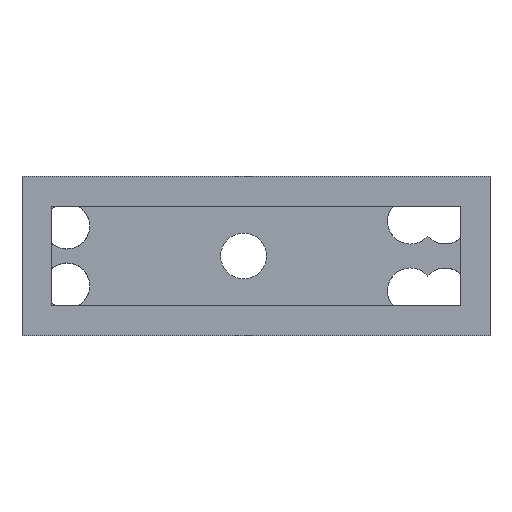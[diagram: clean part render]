
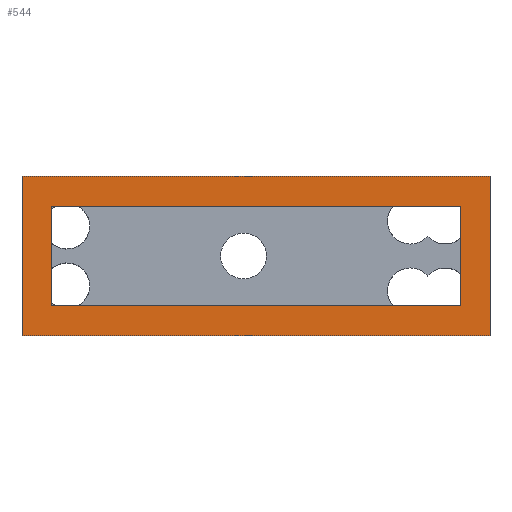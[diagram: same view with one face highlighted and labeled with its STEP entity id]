
A CAD part, top view. The second image highlights one B-rep face of the part: STEP entity #544.
In plain terms, the highlighted planar face has unit normal (0, 0, 1).
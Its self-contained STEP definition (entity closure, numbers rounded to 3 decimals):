
#16=FACE_BOUND('',#101,.T.);
#39=PLANE('',#618);
#69=FACE_OUTER_BOUND('',#100,.T.);
#100=EDGE_LOOP('',(#478,#479,#480,#481));
#101=EDGE_LOOP('',(#482,#483,#484,#485));
#140=LINE('',#909,#187);
#143=LINE('',#914,#190);
#145=LINE('',#918,#192);
#146=LINE('',#920,#193);
#147=LINE('',#924,#194);
#148=LINE('',#926,#195);
#149=LINE('',#928,#196);
#150=LINE('',#929,#197);
#187=VECTOR('',#756,10.);
#190=VECTOR('',#761,10.);
#192=VECTOR('',#765,10.);
#193=VECTOR('',#768,10.);
#194=VECTOR('',#771,10.);
#195=VECTOR('',#772,10.);
#196=VECTOR('',#773,10.);
#197=VECTOR('',#774,10.);
#270=VERTEX_POINT('',#906);
#271=VERTEX_POINT('',#908);
#272=VERTEX_POINT('',#912);
#273=VERTEX_POINT('',#916);
#274=VERTEX_POINT('',#922);
#275=VERTEX_POINT('',#923);
#276=VERTEX_POINT('',#925);
#277=VERTEX_POINT('',#927);
#340=EDGE_CURVE('',#271,#270,#140,.T.);
#343=EDGE_CURVE('',#270,#272,#143,.T.);
#345=EDGE_CURVE('',#272,#273,#145,.T.);
#346=EDGE_CURVE('',#273,#271,#146,.T.);
#347=EDGE_CURVE('',#274,#275,#147,.T.);
#348=EDGE_CURVE('',#275,#276,#148,.T.);
#349=EDGE_CURVE('',#276,#277,#149,.T.);
#350=EDGE_CURVE('',#277,#274,#150,.T.);
#478=ORIENTED_EDGE('',*,*,#347,.T.);
#479=ORIENTED_EDGE('',*,*,#348,.T.);
#480=ORIENTED_EDGE('',*,*,#349,.T.);
#481=ORIENTED_EDGE('',*,*,#350,.T.);
#482=ORIENTED_EDGE('',*,*,#340,.T.);
#483=ORIENTED_EDGE('',*,*,#343,.T.);
#484=ORIENTED_EDGE('',*,*,#345,.T.);
#485=ORIENTED_EDGE('',*,*,#346,.T.);
#544=ADVANCED_FACE('',(#69,#16),#39,.T.);
#618=AXIS2_PLACEMENT_3D('',#921,#769,#770);
#756=DIRECTION('',(1.,0.,0.));
#761=DIRECTION('',(0.,-1.,0.));
#765=DIRECTION('',(-1.,0.,0.));
#768=DIRECTION('',(0.,1.,0.));
#769=DIRECTION('center_axis',(0.,0.,1.));
#770=DIRECTION('ref_axis',(1.,0.,0.));
#771=DIRECTION('',(1.,0.,0.));
#772=DIRECTION('',(0.,1.,0.));
#773=DIRECTION('',(-1.,0.,0.));
#774=DIRECTION('',(0.,-1.,0.));
#906=CARTESIAN_POINT('',(43.5,10.,1.));
#908=CARTESIAN_POINT('',(-38.5,10.,1.));
#909=CARTESIAN_POINT('',(23.,10.,1.));
#912=CARTESIAN_POINT('',(43.5,-10.,1.));
#914=CARTESIAN_POINT('',(43.5,-5.,1.));
#916=CARTESIAN_POINT('',(-38.5,-10.,1.));
#918=CARTESIAN_POINT('',(-18.,-10.,1.));
#920=CARTESIAN_POINT('',(-38.5,5.,1.));
#921=CARTESIAN_POINT('Origin',(2.5,0.,1.));
#922=CARTESIAN_POINT('',(-44.5,-16.,1.));
#923=CARTESIAN_POINT('',(49.5,-16.,1.));
#924=CARTESIAN_POINT('',(49.5,-16.,1.));
#925=CARTESIAN_POINT('',(49.5,16.,1.));
#926=CARTESIAN_POINT('',(49.5,16.,1.));
#927=CARTESIAN_POINT('',(-44.5,16.,1.));
#928=CARTESIAN_POINT('',(-44.5,16.,1.));
#929=CARTESIAN_POINT('',(-44.5,-16.,1.));
